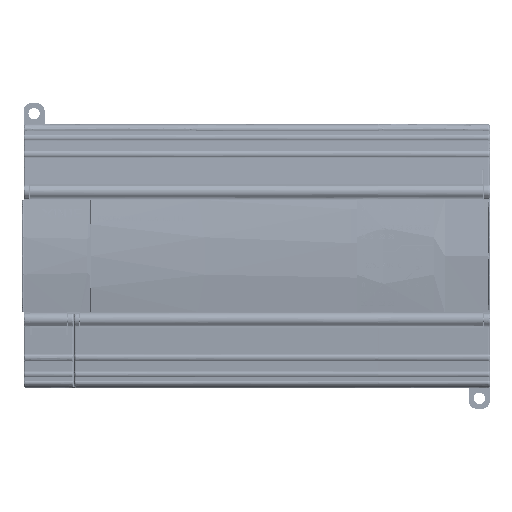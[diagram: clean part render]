
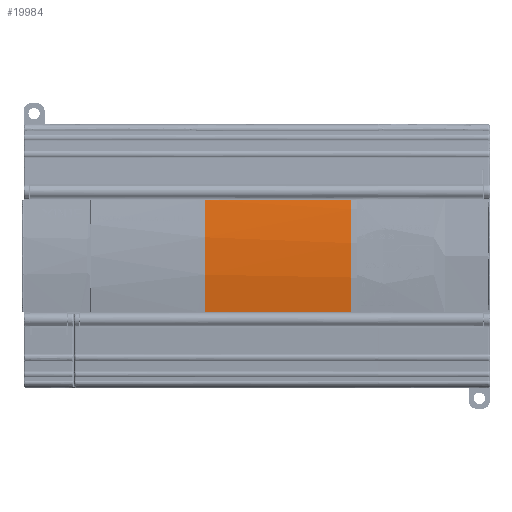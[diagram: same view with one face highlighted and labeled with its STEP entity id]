
A CAD part, front view. The second image highlights one B-rep face of the part: STEP entity #19984.
In plain terms, the highlighted cylindrical face has radius 128.002 mm (diameter 256.003 mm), a partial arc.
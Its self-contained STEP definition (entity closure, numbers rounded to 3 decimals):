
#10561=(
BOUNDED_CURVE()
B_SPLINE_CURVE(3,(#280945,#280946,#280947,#280948),.UNSPECIFIED.,.F.,.F.)
B_SPLINE_CURVE_WITH_KNOTS((4,4),(-12.768,-9.241),
 .UNSPECIFIED.)
CURVE()
GEOMETRIC_REPRESENTATION_ITEM()
RATIONAL_B_SPLINE_CURVE((1.,1.,1.,1.))
REPRESENTATION_ITEM('')
);
#10565=(
BOUNDED_CURVE()
B_SPLINE_CURVE(3,(#280957,#280958,#280959,#280960,#280961,#280962,#280963),
 .UNSPECIFIED.,.F.,.F.)
B_SPLINE_CURVE_WITH_KNOTS((4,3,4),(-51.887,-31.836,
-12.768),.UNSPECIFIED.)
CURVE()
GEOMETRIC_REPRESENTATION_ITEM()
RATIONAL_B_SPLINE_CURVE((1.,1.,1.,1.,
1.,1.,1.))
REPRESENTATION_ITEM('')
);
#11673=CYLINDRICAL_SURFACE('',#152326,128.002);
#19984=ADVANCED_FACE('',(#28161),#11673,.T.);
#28161=FACE_OUTER_BOUND('',#37031,.T.);
#37031=EDGE_LOOP('',(#81679,#81680,#81681,#81682,#81683));
#81679=ORIENTED_EDGE('',*,*,#105670,.T.);
#81680=ORIENTED_EDGE('',*,*,#105666,.T.);
#81681=ORIENTED_EDGE('',*,*,#105663,.F.);
#81682=ORIENTED_EDGE('',*,*,#104059,.F.);
#81683=ORIENTED_EDGE('',*,*,#105664,.F.);
#104059=EDGE_CURVE('',#135816,#135818,#125205,.T.);
#105663=EDGE_CURVE('',#135818,#135819,#126557,.T.);
#105664=EDGE_CURVE('',#135815,#135816,#126558,.T.);
#105666=EDGE_CURVE('',#142865,#135819,#10561,.T.);
#105670=EDGE_CURVE('',#135815,#142865,#10565,.T.);
#125205=B_SPLINE_CURVE_WITH_KNOTS('',3,(#273571,#273572,#273573,#273574,
#273575,#273576,#273577),.UNSPECIFIED.,.F.,.F.,(4,3,4),(0.,21.342,
42.684),.UNSPECIFIED.);
#126557=B_SPLINE_CURVE_WITH_KNOTS('',1,(#280929,#280930),.UNSPECIFIED.,
 .F.,.F.,(2,2),(-55.639,0.),.UNSPECIFIED.);
#126558=B_SPLINE_CURVE_WITH_KNOTS('',1,(#280931,#280932),.UNSPECIFIED.,
 .F.,.F.,(2,2),(-55.638,0.),.UNSPECIFIED.);
#135815=VERTEX_POINT('',#216344);
#135816=VERTEX_POINT('',#216345);
#135818=VERTEX_POINT('',#216347);
#135819=VERTEX_POINT('',#216348);
#142865=VERTEX_POINT('',#223394);
#152326=AXIS2_PLACEMENT_3D('',#208743,#159671,$);
#159671=DIRECTION('',(-1.,0.,0.));
#208743=CARTESIAN_POINT('',(-197.849,33.744,-0.574));
#216344=CARTESIAN_POINT('',(-170.014,-92.485,-21.794));
#216345=CARTESIAN_POINT('',(-225.652,-92.49,-21.792));
#216347=CARTESIAN_POINT('',(-225.653,-92.489,20.647));
#216348=CARTESIAN_POINT('',(-170.014,-92.485,20.646));
#223394=CARTESIAN_POINT('',(-170.014,-93.022,17.161));
#273571=CARTESIAN_POINT('',(-225.652,-92.49,-21.792));
#273572=CARTESIAN_POINT('',(-225.632,-93.668,-14.784));
#273573=CARTESIAN_POINT('',(-225.621,-94.256,-7.678));
#273574=CARTESIAN_POINT('',(-225.621,-94.256,-0.573));
#273575=CARTESIAN_POINT('',(-225.622,-94.256,6.533));
#273576=CARTESIAN_POINT('',(-225.632,-93.667,13.639));
#273577=CARTESIAN_POINT('',(-225.653,-92.489,20.647));
#280929=CARTESIAN_POINT('',(-225.653,-92.489,20.647));
#280930=CARTESIAN_POINT('',(-170.014,-92.485,20.646));
#280931=CARTESIAN_POINT('',(-170.014,-92.485,-21.794));
#280932=CARTESIAN_POINT('',(-225.652,-92.49,-21.792));
#280945=CARTESIAN_POINT('',(-170.014,-93.022,17.161));
#280946=CARTESIAN_POINT('',(-170.014,-92.859,18.323));
#280947=CARTESIAN_POINT('',(-170.014,-92.681,19.485));
#280948=CARTESIAN_POINT('',(-170.014,-92.485,20.646));
#280957=CARTESIAN_POINT('',(-170.014,-92.485,-21.794));
#280958=CARTESIAN_POINT('',(-170.014,-93.617,-15.062));
#280959=CARTESIAN_POINT('',(-170.014,-94.185,-8.373));
#280960=CARTESIAN_POINT('',(-170.014,-94.25,-1.847));
#280961=CARTESIAN_POINT('',(-170.014,-94.315,4.68));
#280962=CARTESIAN_POINT('',(-170.014,-93.878,11.044));
#280963=CARTESIAN_POINT('',(-170.014,-93.022,17.161));
